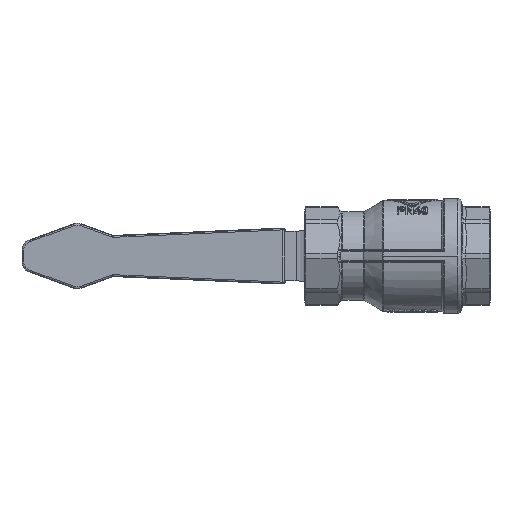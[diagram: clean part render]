
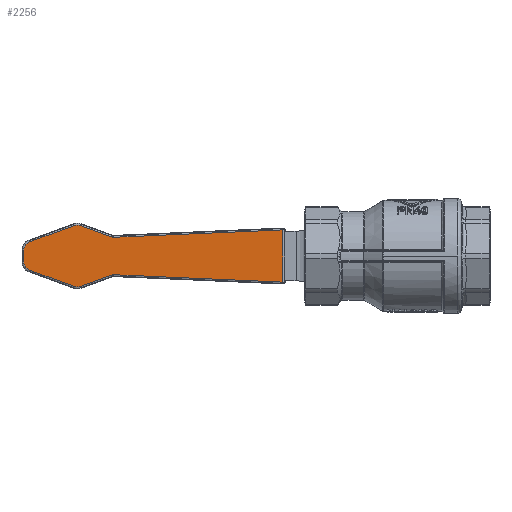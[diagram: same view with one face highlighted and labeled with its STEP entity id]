
A CAD part, front view. The second image highlights one B-rep face of the part: STEP entity #2256.
In plain terms, the highlighted planar face has unit normal (-0.035, -0.999, 0).
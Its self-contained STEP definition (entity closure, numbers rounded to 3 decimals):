
#2256=ADVANCED_FACE('',(#5182),#5183,.T.);
#5182=FACE_OUTER_BOUND('',#9241,.T.);
#5183=PLANE('',#9242);
#9241=EDGE_LOOP('',(#19251,#19252,#19253,#19254,#19255,#19256,#19257,#19258,#19259,#19260,#19261,#19262,#19263,#19264));
#9242=AXIS2_PLACEMENT_3D('',#19265,#19266,#19267);
#19251=ORIENTED_EDGE('',*,*,#25299,.F.);
#19252=ORIENTED_EDGE('',*,*,#26903,.F.);
#19253=ORIENTED_EDGE('',*,*,#25337,.F.);
#19254=ORIENTED_EDGE('',*,*,#26282,.F.);
#19255=ORIENTED_EDGE('',*,*,#25342,.F.);
#19256=ORIENTED_EDGE('',*,*,#26276,.F.);
#19257=ORIENTED_EDGE('',*,*,#25347,.F.);
#19258=ORIENTED_EDGE('',*,*,#26271,.F.);
#19259=ORIENTED_EDGE('',*,*,#25352,.F.);
#19260=ORIENTED_EDGE('',*,*,#26266,.F.);
#19261=ORIENTED_EDGE('',*,*,#25357,.F.);
#19262=ORIENTED_EDGE('',*,*,#26261,.F.);
#19263=ORIENTED_EDGE('',*,*,#25362,.F.);
#19264=ORIENTED_EDGE('',*,*,#26256,.F.);
#19265=CARTESIAN_POINT('',(-37.841,78.107,-0.628));
#19266=DIRECTION('',(-0.035,-0.999,0.));
#19267=DIRECTION('',(-0.999,0.035,0.0));
#25299=EDGE_CURVE('',#29942,#29944,#29945,.T.);
#25337=EDGE_CURVE('',#30008,#30010,#30011,.T.);
#25342=EDGE_CURVE('',#30017,#30019,#30020,.T.);
#25347=EDGE_CURVE('',#30026,#30028,#30029,.T.);
#25352=EDGE_CURVE('',#30035,#30037,#30038,.T.);
#25357=EDGE_CURVE('',#30044,#30046,#30047,.T.);
#25362=EDGE_CURVE('',#30053,#30055,#30056,.T.);
#26256=EDGE_CURVE('',#29944,#30053,#31448,.T.);
#26261=EDGE_CURVE('',#30055,#30044,#31453,.T.);
#26266=EDGE_CURVE('',#30046,#30035,#31458,.T.);
#26271=EDGE_CURVE('',#30037,#30026,#31463,.T.);
#26276=EDGE_CURVE('',#30028,#30017,#31468,.T.);
#26282=EDGE_CURVE('',#30019,#30008,#31475,.T.);
#26903=EDGE_CURVE('',#30010,#29942,#32355,.T.);
#29942=VERTEX_POINT('',#37033);
#29944=VERTEX_POINT('',#37035);
#29945=LINE('',#37036,#37037);
#30008=VERTEX_POINT('',#37115);
#30010=VERTEX_POINT('',#37117);
#30011=LINE('',#37118,#37119);
#30017=VERTEX_POINT('',#37126);
#30019=VERTEX_POINT('',#37128);
#30020=LINE('',#37129,#37130);
#30026=VERTEX_POINT('',#37137);
#30028=VERTEX_POINT('',#37139);
#30029=LINE('',#37140,#37141);
#30035=VERTEX_POINT('',#37148);
#30037=VERTEX_POINT('',#37150);
#30038=LINE('',#37151,#37152);
#30044=VERTEX_POINT('',#37159);
#30046=VERTEX_POINT('',#37161);
#30047=LINE('',#37162,#37163);
#30053=VERTEX_POINT('',#37170);
#30055=VERTEX_POINT('',#37172);
#30056=LINE('',#37173,#37174);
#31448=CIRCLE('',#39753,1.5);
#31453=CIRCLE('',#39758,2.5);
#31458=CIRCLE('',#39763,2.5);
#31463=CIRCLE('',#39768,2.5);
#31468=CIRCLE('',#39773,2.5);
#31475=CIRCLE('',#39780,1.5);
#32355=LINE('',#41490,#41491);
#37033=CARTESIAN_POINT('',(-31.02,77.869,-7.051));
#37035=CARTESIAN_POINT('',(-76.617,79.462,-5.059));
#37036=CARTESIAN_POINT('',(-24.255,77.633,-7.347));
#37037=VECTOR('',#49862,45.668);
#37115=CARTESIAN_POINT('',(-76.617,79.462,5.059));
#37117=CARTESIAN_POINT('',(-31.02,77.869,7.051));
#37118=CARTESIAN_POINT('',(-57.39,78.79,5.899));
#37119=VECTOR('',#49920,45.668);
#37126=CARTESIAN_POINT('',(-85.632,79.776,8.221));
#37128=CARTESIAN_POINT('',(-77.195,79.482,5.148));
#37129=CARTESIAN_POINT('',(-63.111,78.99,0.019));
#37130=VECTOR('',#49928,8.984);
#37137=CARTESIAN_POINT('',(-99.334,80.255,3.853));
#37139=CARTESIAN_POINT('',(-87.341,79.836,8.221));
#37140=CARTESIAN_POINT('',(-72.904,79.332,13.479));
#37141=VECTOR('',#49936,12.77);
#37148=CARTESIAN_POINT('',(-100.978,80.312,-1.504));
#37150=CARTESIAN_POINT('',(-100.978,80.312,1.504));
#37151=CARTESIAN_POINT('',(-100.978,80.312,-0.314));
#37152=VECTOR('',#49944,3.008);
#37159=CARTESIAN_POINT('',(-87.341,79.836,-8.221));
#37161=CARTESIAN_POINT('',(-99.334,80.255,-3.853));
#37162=CARTESIAN_POINT('',(-66.706,79.115,-15.736));
#37163=VECTOR('',#49952,12.77);
#37170=CARTESIAN_POINT('',(-77.195,79.482,-5.148));
#37172=CARTESIAN_POINT('',(-85.632,79.776,-8.221));
#37173=CARTESIAN_POINT('',(-59.094,78.85,1.444));
#37174=VECTOR('',#49960,8.984);
#39753=AXIS2_PLACEMENT_3D('',#50824,#50825,#50826);
#39758=AXIS2_PLACEMENT_3D('',#50833,#50834,#50835);
#39763=AXIS2_PLACEMENT_3D('',#50842,#50843,#50844);
#39768=AXIS2_PLACEMENT_3D('',#50851,#50852,#50853);
#39773=AXIS2_PLACEMENT_3D('',#50860,#50861,#50862);
#39780=AXIS2_PLACEMENT_3D('',#50872,#50873,#50874);
#41490=CARTESIAN_POINT('',(-31.02,77.869,-0.314));
#41491=VECTOR('',#51321,14.102);
#49862=DIRECTION('',(-0.998,0.035,0.044));
#49920=DIRECTION('',(0.998,-0.035,0.044));
#49928=DIRECTION('',(0.939,-0.033,-0.342));
#49936=DIRECTION('',(0.939,-0.033,0.342));
#49944=DIRECTION('',(0.,0.,1.0));
#49952=DIRECTION('',(-0.939,0.033,0.342));
#49960=DIRECTION('',(-0.939,0.033,-0.342));
#50824=CARTESIAN_POINT('',(-76.682,79.464,-6.558));
#50825=DIRECTION('',(-0.035,-0.999,0.));
#50826=DIRECTION('',(-0.152,0.005,0.988));
#50833=CARTESIAN_POINT('',(-86.487,79.806,-5.872));
#50834=DIRECTION('',(0.035,0.999,0.));
#50835=DIRECTION('',(0.,0.,-1.0));
#50842=CARTESIAN_POINT('',(-98.479,80.225,-1.504));
#50843=DIRECTION('',(0.035,0.999,0.));
#50844=DIRECTION('',(-0.819,0.029,-0.574));
#50851=CARTESIAN_POINT('',(-98.479,80.225,1.504));
#50852=DIRECTION('',(0.035,0.999,0.));
#50853=DIRECTION('',(-0.819,0.029,0.574));
#50860=CARTESIAN_POINT('',(-86.487,79.806,5.872));
#50861=DIRECTION('',(0.035,0.999,0.));
#50862=DIRECTION('',(0.,0.,1.0));
#50872=CARTESIAN_POINT('',(-76.682,79.464,6.558));
#50873=DIRECTION('',(-0.035,-0.999,0.));
#50874=DIRECTION('',(-0.152,0.005,-0.988));
#51321=DIRECTION('',(0.,0.,-1.0));
